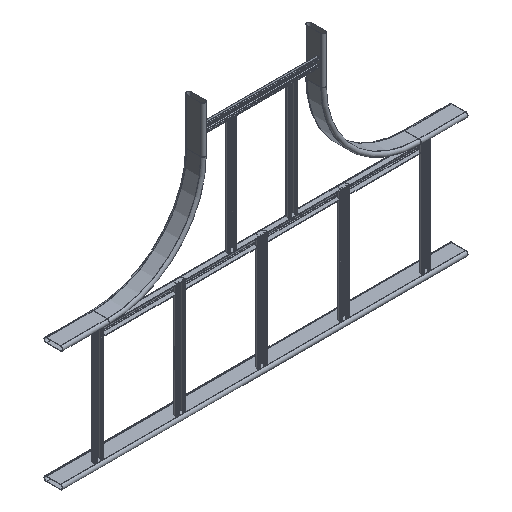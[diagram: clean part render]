
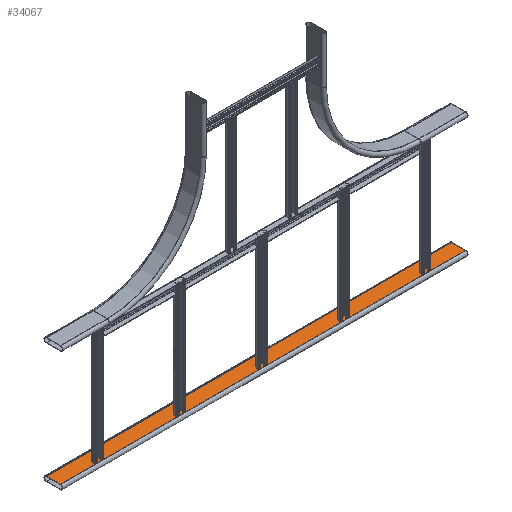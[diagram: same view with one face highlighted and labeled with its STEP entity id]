
A CAD part, isometric view. The second image highlights one B-rep face of the part: STEP entity #34067.
In plain terms, the highlighted planar face has unit normal (0, 0, 1).
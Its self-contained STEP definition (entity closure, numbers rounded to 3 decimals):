
#139 = CARTESIAN_POINT ( 'NONE',  ( -650., 22.5, 7.5 ) ) ;
#161 = PLANE ( 'NONE',  #8159 ) ;
#1689 = EDGE_CURVE ( 'NONE', #30736, #17630, #13677, .T. ) ;
#2900 = DIRECTION ( 'NONE',  ( 0., 0., -1. ) ) ;
#3081 = EDGE_CURVE ( 'NONE', #25546, #27632, #29848, .T. ) ;
#7503 = VECTOR ( 'NONE', #26172, 1000. ) ;
#8159 = AXIS2_PLACEMENT_3D ( 'NONE', #19302, #2900, #22085 ) ;
#8618 = ORIENTED_EDGE ( 'NONE', *, *, #12936, .T. ) ;
#9261 = CARTESIAN_POINT ( 'NONE',  ( -650., -22.5, 7.5 ) ) ;
#9740 = CARTESIAN_POINT ( 'NONE',  ( -650., -22.5, 7.5 ) ) ;
#10924 = ORIENTED_EDGE ( 'NONE', *, *, #1689, .F. ) ;
#11013 = VECTOR ( 'NONE', #32891, 1000. ) ;
#11381 = EDGE_CURVE ( 'NONE', #17630, #27632, #32815, .T. ) ;
#12936 = EDGE_CURVE ( 'NONE', #30736, #25546, #27593, .T. ) ;
#13677 = LINE ( 'NONE', #9261, #27363 ) ;
#16152 = VECTOR ( 'NONE', #20809, 1000. ) ;
#17120 = ORIENTED_EDGE ( 'NONE', *, *, #11381, .F. ) ;
#17630 = VERTEX_POINT ( 'NONE', #31277 ) ;
#19302 = CARTESIAN_POINT ( 'NONE',  ( -650., -22.5, 7.5 ) ) ;
#19897 = DIRECTION ( 'NONE',  ( 0., 1., 0. ) ) ;
#20700 = CARTESIAN_POINT ( 'NONE',  ( 650., -22.5, 7.5 ) ) ;
#20809 = DIRECTION ( 'NONE',  ( 0., 1., 0. ) ) ;
#22085 = DIRECTION ( 'NONE',  ( -1., 0., 0. ) ) ;
#25142 = CARTESIAN_POINT ( 'NONE',  ( -650., -22.5, 7.5 ) ) ;
#25546 = VERTEX_POINT ( 'NONE', #30207 ) ;
#26161 = FACE_OUTER_BOUND ( 'NONE', #27823, .T. ) ;
#26172 = DIRECTION ( 'NONE',  ( 1., 0., 0. ) ) ;
#27363 = VECTOR ( 'NONE', #19897, 1000. ) ;
#27593 = LINE ( 'NONE', #9740, #7503 ) ;
#27632 = VERTEX_POINT ( 'NONE', #28516 ) ;
#27823 = EDGE_LOOP ( 'NONE', ( #31726, #17120, #10924, #8618 ) ) ;
#28516 = CARTESIAN_POINT ( 'NONE',  ( 650., 22.5, 7.5 ) ) ;
#29848 = LINE ( 'NONE', #20700, #16152 ) ;
#30207 = CARTESIAN_POINT ( 'NONE',  ( 650., -22.5, 7.5 ) ) ;
#30736 = VERTEX_POINT ( 'NONE', #25142 ) ;
#31277 = CARTESIAN_POINT ( 'NONE',  ( -650., 22.5, 7.5 ) ) ;
#31726 = ORIENTED_EDGE ( 'NONE', *, *, #3081, .T. ) ;
#32815 = LINE ( 'NONE', #139, #11013 ) ;
#32891 = DIRECTION ( 'NONE',  ( 1., 0., 0. ) ) ;
#34067 = ADVANCED_FACE ( 'NONE', ( #26161 ), #161, .F. ) ;
